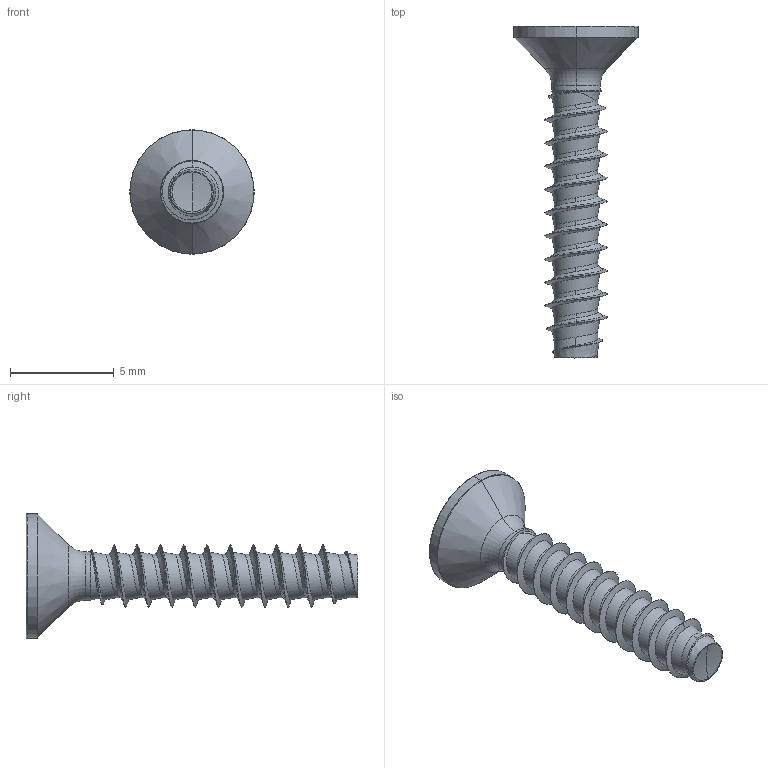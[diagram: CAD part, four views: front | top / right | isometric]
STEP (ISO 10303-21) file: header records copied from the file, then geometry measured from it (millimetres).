
FILE_DESCRIPTION (( 'STEP AP203' ), '1' );
FILE_NAME ('STP330300160.STEP', '2017-08-15T15:25:26', ( '' ), ( '' ), 'SwSTEP 2.0', 'SolidWorks 2015', '' );
FILE_SCHEMA (( 'CONFIG_CONTROL_DESIGN' ));
Length unit declared in the file: millimetre
Products named in the file (1): STP330300160
Bounding box: 6 x 16 x 6 mm (x, y, z)
Volume: 95.3 mm3; surface area: 230.9 mm2
Topology: 1 solids, 1 shells, 181 faces, 414 edges, 235 vertices
Faces by surface type: cylinder 68, bspline 51, sphere 26, plane 22, cone 8, torus 6
Entity records: 21402 total; most frequent: CARTESIAN_POINT 17743, ORIENTED_EDGE 824, DIRECTION 658, EDGE_CURVE 412, AXIS2_PLACEMENT_3D 269, VERTEX_POINT 235, EDGE_LOOP 183, FACE_OUTER_BOUND 181
